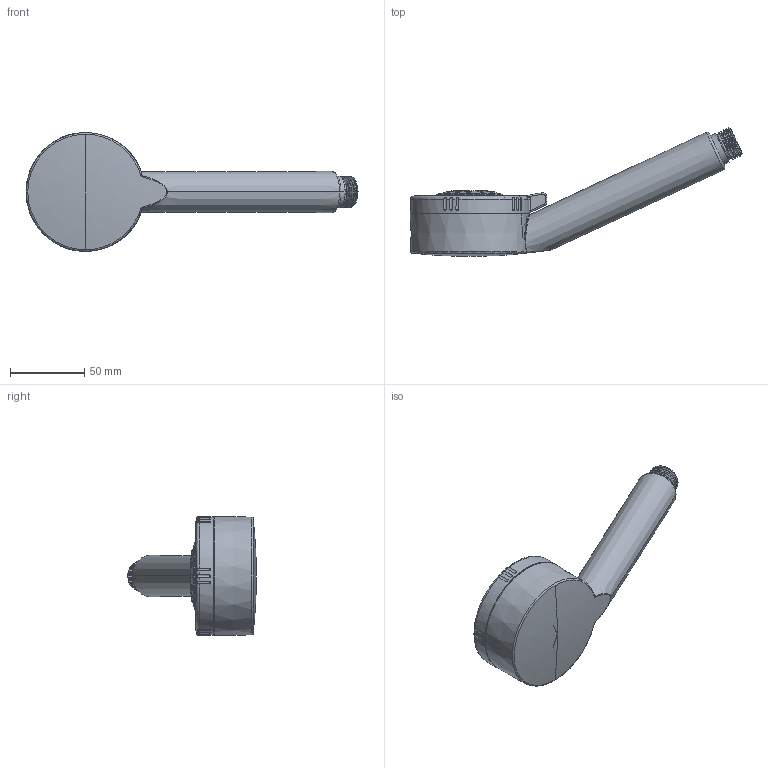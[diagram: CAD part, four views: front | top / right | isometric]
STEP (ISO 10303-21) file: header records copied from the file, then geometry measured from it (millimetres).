
FILE_DESCRIPTION((''),'2;1');
FILE_NAME('ZDOC070CR','2021-11-15T08:28:07',('ut3'),('PAFFONI SpA'),'CREO PARAMETRIC BY PTC INC, 2020044','CREO PARAMETRIC BY PTC INC, 2020044','');
FILE_SCHEMA(('CONFIG_CONTROL_DESIGN','SHAPE_APPEARANCE_LAYERS_GROUPS'));
Length unit declared in the file: millimetre
Products named in the file (1): ZDOC070CR
Bounding box: 223.56 x 86.63 x 80.11 mm (x, y, z)
Volume: 150386.2 mm3; surface area: 103208.2 mm2
Topology: 2 solids, 2 shells, 1836 faces, 4498 edges, 2772 vertices
Faces by surface type: cylinder 544, plane 417, cone 351, torus 300, bspline 194, sphere 24, extrusion 6
Entity records: 97466 total; most frequent: CARTESIAN_POINT 50188, ORIENTED_EDGE 8976, DIRECTION 8753, EDGE_CURVE 4488, AXIS2_PLACEMENT_3D 3694, VERTEX_POINT 2771, EDGE_LOOP 2123, CIRCLE 2052
